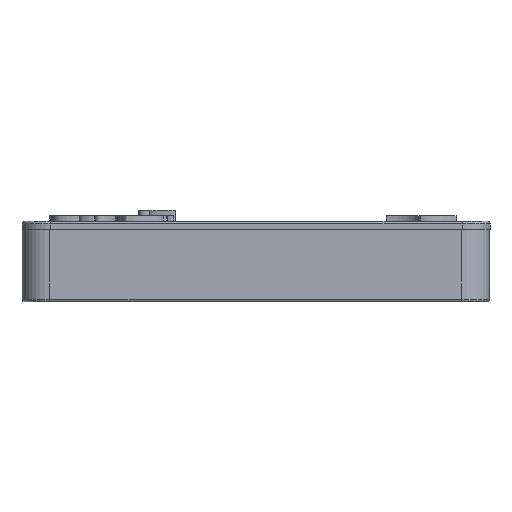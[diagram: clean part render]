
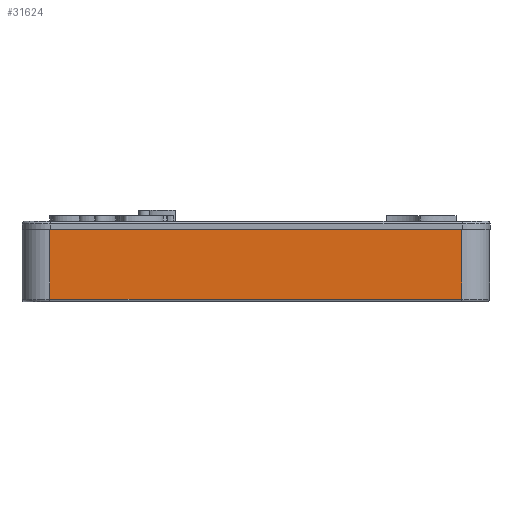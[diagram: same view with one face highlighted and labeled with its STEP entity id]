
A CAD part, left-side view. The second image highlights one B-rep face of the part: STEP entity #31624.
In plain terms, the highlighted planar face has unit normal (-1, 0, 0).
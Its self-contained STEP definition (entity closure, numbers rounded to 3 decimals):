
#1737=PLANE('',#33369);
#2988=FACE_OUTER_BOUND('',#4821,.T.);
#4821=EDGE_LOOP('',(#23341,#23342,#23343,#23344));
#6853=LINE('',#49451,#9852);
#6865=LINE('',#49510,#9864);
#6866=LINE('',#49512,#9865);
#6867=LINE('',#49514,#9866);
#9852=VECTOR('',#35726,10.);
#9864=VECTOR('',#35792,10.);
#9865=VECTOR('',#35795,10.);
#9866=VECTOR('',#35798,10.);
#14186=VERTEX_POINT('',#49448);
#14187=VERTEX_POINT('',#49450);
#14202=VERTEX_POINT('',#49483);
#14207=VERTEX_POINT('',#49506);
#17608=EDGE_CURVE('',#14186,#14187,#6853,.T.);
#17639=EDGE_CURVE('',#14202,#14207,#6865,.T.);
#17640=EDGE_CURVE('',#14207,#14186,#6866,.T.);
#17641=EDGE_CURVE('',#14187,#14202,#6867,.T.);
#23341=ORIENTED_EDGE('',*,*,#17639,.F.);
#23342=ORIENTED_EDGE('',*,*,#17641,.F.);
#23343=ORIENTED_EDGE('',*,*,#17608,.F.);
#23344=ORIENTED_EDGE('',*,*,#17640,.F.);
#31624=ADVANCED_FACE('',(#2988),#1737,.T.);
#33369=AXIS2_PLACEMENT_3D('',#49513,#35796,#35797);
#35726=DIRECTION('',(0.,-1.,0.));
#35792=DIRECTION('',(0.,1.,0.));
#35795=DIRECTION('',(0.,0.,1.));
#35796=DIRECTION('center_axis',(-1.,0.,0.));
#35797=DIRECTION('ref_axis',(0.,-1.,0.));
#35798=DIRECTION('',(0.,0.,-1.));
#49448=CARTESIAN_POINT('',(-40.914,35.055,13.));
#49450=CARTESIAN_POINT('',(-40.914,-38.945,13.));
#49451=CARTESIAN_POINT('',(-40.914,-43.945,13.));
#49483=CARTESIAN_POINT('',(-40.914,-38.945,0.5));
#49506=CARTESIAN_POINT('',(-40.914,35.055,0.5));
#49510=CARTESIAN_POINT('',(-40.914,19.055,0.5));
#49512=CARTESIAN_POINT('',(-40.914,35.055,0.));
#49513=CARTESIAN_POINT('Origin',(-40.914,40.055,0.));
#49514=CARTESIAN_POINT('',(-40.914,-38.945,0.));
